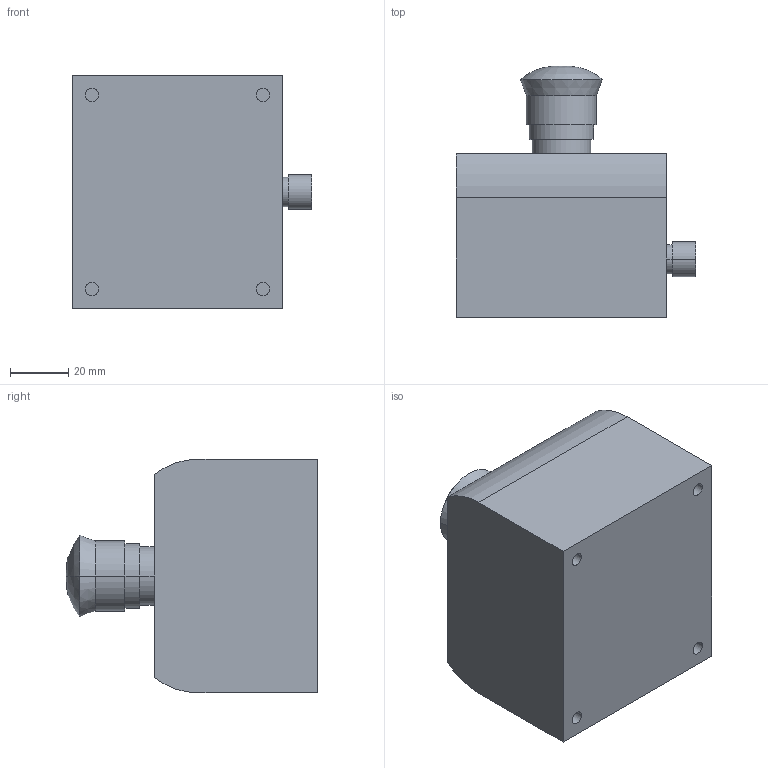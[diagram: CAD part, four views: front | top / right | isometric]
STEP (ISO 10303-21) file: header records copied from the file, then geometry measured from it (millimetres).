
FILE_DESCRIPTION((''),'2;1');
FILE_NAME('F85_D201350A','2005-12-15T',('Pepperl+Fuchs'),('Industriehansa'),'PRO/ENGINEER BY PARAMETRIC TECHNOLOGY CORPORATION, 2005290','PRO/ENGINEER BY PARAMETRIC TECHNOLOGY CORPORATION, 2005290','');
FILE_SCHEMA(('AUTOMOTIVE_DESIGN_CC2 { 1 2 10303 214 -1 1 5 2 }'));
Length unit declared in the file: millimetre
Products named in the file (1): F85_D201350A
Bounding box: 82 x 86.08 x 80 mm (x, y, z)
Volume: 332246.1 mm3; surface area: 30987.9 mm2
Topology: 1 solids, 1 shells, 38 faces, 80 edges, 51 vertices
Faces by surface type: cylinder 20, plane 14, cone 2, revolution 2
Entity records: 1412 total; most frequent: DIRECTION 192, CARTESIAN_POINT 186, ORIENTED_EDGE 156, PRESENTATION_STYLE_ASSIGNMENT 85, STYLED_ITEM 79, CURVE_STYLE 78, AXIS2_PLACEMENT_3D 78, EDGE_CURVE 78
